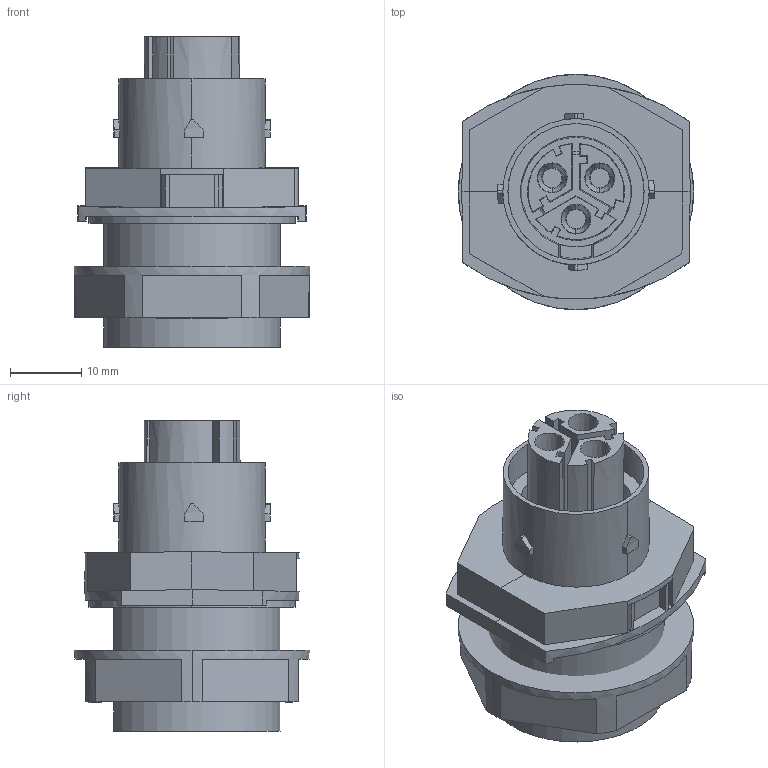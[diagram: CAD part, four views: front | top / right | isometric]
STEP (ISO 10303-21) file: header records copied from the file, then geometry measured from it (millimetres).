
FILE_DESCRIPTION(('Creo Elements/Direct Modeling STEP Export'),'2;1');
FILE_NAME('model.stp','2021-08-15T 4:04:47',(''),(''),'Creo Elements/Direct Modeling STEP processor for AP214 (Solid Model)','Creo Elements/Direct Modeling 20.1D 10-Oct-2020 (C) Parametric Technology GmbH','');
FILE_SCHEMA(('AUTOMOTIVE_DESIGN { 1 0 10303 214 1 1 1 1 }'));
Length unit declared in the file: millimetre
Products named in the file (3): IPD_W_3P2.5_FAA_M25_BK_ASSY-select; A_INL_M25X1.5_D33_SW30_BK-select; IPD_W_3P2.5_F_M25_BK-select
Assembly tree (2 placements, depth 2):
  IPD_W_3P2.5_F_M25_BK-select
    A_INL_M25X1.5_D33_SW30_BK-select
    IPD_W_3P2.5_FAA_M25_BK_ASSY-select
Bounding box: 33 x 33 x 43.5 mm (x, y, z)
Volume: 18651.3 mm3; surface area: 10591.3 mm2
Topology: 2 solids, 2 shells, 360 faces, 969 edges, 644 vertices
Faces by surface type: plane 260, cone 61, cylinder 37, bspline 2
Entity records: 18947 total; most frequent: CARTESIAN_POINT 7209, ORIENTED_EDGE 1938, DIRECTION 1601, EDGE_CURVE 969, VERTEX_POINT 644, VECTOR 609, LINE 609, AXIS2_PLACEMENT_3D 496
